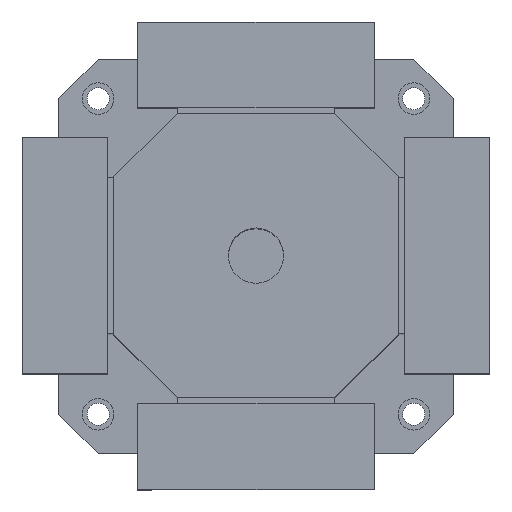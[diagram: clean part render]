
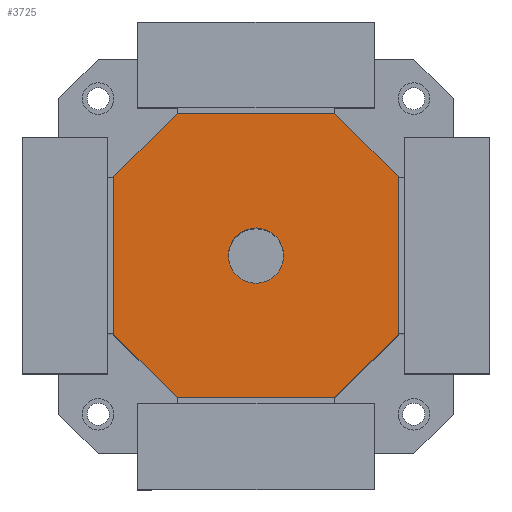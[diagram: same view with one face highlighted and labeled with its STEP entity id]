
A CAD part, top view. The second image highlights one B-rep face of the part: STEP entity #3725.
In plain terms, the highlighted planar face has unit normal (0, 0, 1).
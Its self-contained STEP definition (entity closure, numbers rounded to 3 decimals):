
#128 = ORIENTED_EDGE ( 'NONE', *, *, #4161, .T. ) ;
#138 = LINE ( 'NONE', #6021, #749 ) ;
#205 = VERTEX_POINT ( 'NONE', #1787 ) ;
#263 = DIRECTION ( 'NONE',  ( 0.707, -0.707, 0. ) ) ;
#297 = EDGE_CURVE ( 'NONE', #3217, #2774, #1615, .T. ) ;
#300 = CARTESIAN_POINT ( 'NONE',  ( -90., 90., 150. ) ) ;
#306 = CIRCLE ( 'NONE', #4292, 17.5 ) ;
#531 = CARTESIAN_POINT ( 'NONE',  ( -90., 50., 150. ) ) ;
#582 = DIRECTION ( 'NONE',  ( -1., 0., 0. ) ) ;
#621 = CARTESIAN_POINT ( 'NONE',  ( 0., 0., 150. ) ) ;
#749 = VECTOR ( 'NONE', #5077, 1000. ) ;
#772 = CARTESIAN_POINT ( 'NONE',  ( -90., -50., 150. ) ) ;
#846 = EDGE_CURVE ( 'NONE', #2774, #3217, #306, .T. ) ;
#851 = DIRECTION ( 'NONE',  ( -1., 0., 0. ) ) ;
#882 = LINE ( 'NONE', #300, #1266 ) ;
#918 = CARTESIAN_POINT ( 'NONE',  ( 90., 50., 150. ) ) ;
#1119 = ORIENTED_EDGE ( 'NONE', *, *, #2291, .T. ) ;
#1140 = CARTESIAN_POINT ( 'NONE',  ( -90., -90., 150. ) ) ;
#1266 = VECTOR ( 'NONE', #851, 1000. ) ;
#1318 = VERTEX_POINT ( 'NONE', #531 ) ;
#1438 = ORIENTED_EDGE ( 'NONE', *, *, #5430, .T. ) ;
#1556 = VERTEX_POINT ( 'NONE', #2188 ) ;
#1615 = CIRCLE ( 'NONE', #2512, 17.5 ) ;
#1746 = LINE ( 'NONE', #5265, #4716 ) ;
#1787 = CARTESIAN_POINT ( 'NONE',  ( 50., -90., 150. ) ) ;
#1849 = ORIENTED_EDGE ( 'NONE', *, *, #5596, .T. ) ;
#1867 = CARTESIAN_POINT ( 'NONE',  ( 0., 0., 150. ) ) ;
#1902 = FACE_BOUND ( 'NONE', #5298, .T. ) ;
#2028 = EDGE_CURVE ( 'NONE', #205, #4827, #1746, .T. ) ;
#2076 = ORIENTED_EDGE ( 'NONE', *, *, #5242, .T. ) ;
#2122 = DIRECTION ( 'NONE',  ( 0., 0., 1. ) ) ;
#2178 = ORIENTED_EDGE ( 'NONE', *, *, #5168, .T. ) ;
#2188 = CARTESIAN_POINT ( 'NONE',  ( -50., 90., 150. ) ) ;
#2266 = VECTOR ( 'NONE', #2893, 1000. ) ;
#2291 = EDGE_CURVE ( 'NONE', #4309, #6108, #4567, .T. ) ;
#2428 = DIRECTION ( 'NONE',  ( 0.707, 0.707, 0. ) ) ;
#2512 = AXIS2_PLACEMENT_3D ( 'NONE', #1867, #5665, #3289 ) ;
#2542 = CARTESIAN_POINT ( 'NONE',  ( -90., -50., 150. ) ) ;
#2636 = VECTOR ( 'NONE', #4166, 1000. ) ;
#2690 = CARTESIAN_POINT ( 'NONE',  ( -90., -90., 150. ) ) ;
#2703 = VERTEX_POINT ( 'NONE', #918 ) ;
#2774 = VERTEX_POINT ( 'NONE', #4909 ) ;
#2775 = CARTESIAN_POINT ( 'NONE',  ( 90., 50., 150. ) ) ;
#2799 = VECTOR ( 'NONE', #6168, 1000. ) ;
#2860 = LINE ( 'NONE', #2775, #2636 ) ;
#2893 = DIRECTION ( 'NONE',  ( 0., 1., 0. ) ) ;
#3152 = DIRECTION ( 'NONE',  ( 1., 0., 0. ) ) ;
#3217 = VERTEX_POINT ( 'NONE', #4123 ) ;
#3289 = DIRECTION ( 'NONE',  ( -1., 0., 0. ) ) ;
#3343 = CARTESIAN_POINT ( 'NONE',  ( 90., -50., 150. ) ) ;
#3407 = CARTESIAN_POINT ( 'NONE',  ( 90., -90., 150. ) ) ;
#3522 = ORIENTED_EDGE ( 'NONE', *, *, #6015, .T. ) ;
#3570 = DIRECTION ( 'NONE',  ( 0., -1., 0. ) ) ;
#3725 = ADVANCED_FACE ( 'NONE', ( #1902, #4431 ), #4500, .T. ) ;
#3735 = VECTOR ( 'NONE', #3570, 1000. ) ;
#3905 = DIRECTION ( 'NONE',  ( 0., 0., -1. ) ) ;
#3955 = EDGE_LOOP ( 'NONE', ( #1119, #128, #4572, #1438, #2178, #3522, #2076, #1849 ) ) ;
#4067 = LINE ( 'NONE', #5188, #2799 ) ;
#4123 = CARTESIAN_POINT ( 'NONE',  ( 17.5, 0., 150. ) ) ;
#4137 = CARTESIAN_POINT ( 'NONE',  ( 50., 90., 150. ) ) ;
#4161 = EDGE_CURVE ( 'NONE', #6108, #205, #4067, .T. ) ;
#4166 = DIRECTION ( 'NONE',  ( -0.707, 0.707, 0. ) ) ;
#4292 = AXIS2_PLACEMENT_3D ( 'NONE', #621, #3905, #582 ) ;
#4309 = VERTEX_POINT ( 'NONE', #2542 ) ;
#4412 = VECTOR ( 'NONE', #263, 1000. ) ;
#4431 = FACE_OUTER_BOUND ( 'NONE', #3955, .T. ) ;
#4500 = PLANE ( 'NONE',  #5659 ) ;
#4557 = VERTEX_POINT ( 'NONE', #4137 ) ;
#4567 = LINE ( 'NONE', #772, #4412 ) ;
#4572 = ORIENTED_EDGE ( 'NONE', *, *, #2028, .T. ) ;
#4716 = VECTOR ( 'NONE', #2428, 1000. ) ;
#4827 = VERTEX_POINT ( 'NONE', #3343 ) ;
#4909 = CARTESIAN_POINT ( 'NONE',  ( -17.5, 0., 150. ) ) ;
#5004 = ORIENTED_EDGE ( 'NONE', *, *, #297, .T. ) ;
#5077 = DIRECTION ( 'NONE',  ( -0.707, -0.707, 0. ) ) ;
#5150 = LINE ( 'NONE', #3407, #2266 ) ;
#5168 = EDGE_CURVE ( 'NONE', #2703, #4557, #2860, .T. ) ;
#5188 = CARTESIAN_POINT ( 'NONE',  ( -90., -90., 150. ) ) ;
#5242 = EDGE_CURVE ( 'NONE', #1556, #1318, #138, .T. ) ;
#5265 = CARTESIAN_POINT ( 'NONE',  ( 50., -90., 150. ) ) ;
#5298 = EDGE_LOOP ( 'NONE', ( #6044, #5004 ) ) ;
#5305 = LINE ( 'NONE', #2690, #3735 ) ;
#5430 = EDGE_CURVE ( 'NONE', #4827, #2703, #5150, .T. ) ;
#5596 = EDGE_CURVE ( 'NONE', #1318, #4309, #5305, .T. ) ;
#5659 = AXIS2_PLACEMENT_3D ( 'NONE', #1140, #2122, #3152 ) ;
#5665 = DIRECTION ( 'NONE',  ( 0., 0., -1. ) ) ;
#5694 = CARTESIAN_POINT ( 'NONE',  ( -50., -90., 150. ) ) ;
#6015 = EDGE_CURVE ( 'NONE', #4557, #1556, #882, .T. ) ;
#6021 = CARTESIAN_POINT ( 'NONE',  ( -50., 90., 150. ) ) ;
#6044 = ORIENTED_EDGE ( 'NONE', *, *, #846, .T. ) ;
#6108 = VERTEX_POINT ( 'NONE', #5694 ) ;
#6168 = DIRECTION ( 'NONE',  ( 1., 0., 0. ) ) ;
